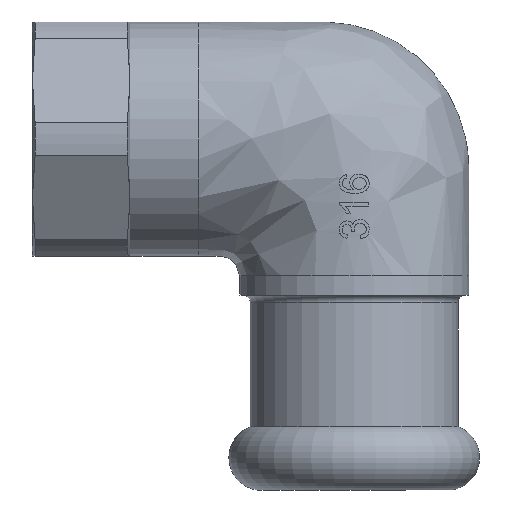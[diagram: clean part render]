
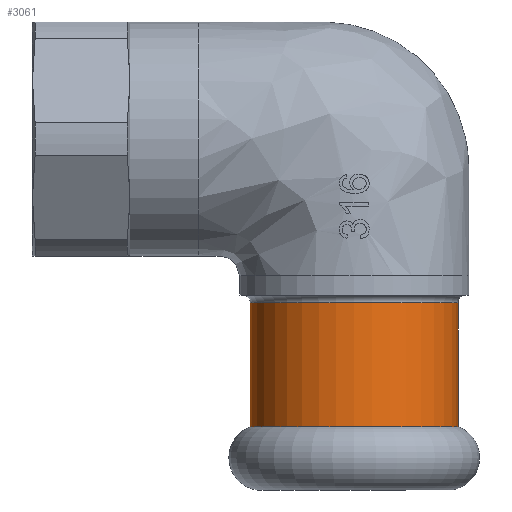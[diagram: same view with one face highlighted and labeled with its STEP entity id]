
A CAD part, left-side view. The second image highlights one B-rep face of the part: STEP entity #3061.
In plain terms, the highlighted cylindrical face has radius 10.65 mm (diameter 21.3 mm), a full revolution.
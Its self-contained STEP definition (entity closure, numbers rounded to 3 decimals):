
#568=LINE('',#8192,#704);
#704=VECTOR('',#3695,10.65);
#719=CYLINDRICAL_SURFACE('',#3242,10.65);
#885=FACE_OUTER_BOUND('',#1075,.T.);
#1075=EDGE_LOOP('',(#2798,#2799,#2800,#2801,#2802,#2803,#2804,#2805));
#1093=CIRCLE('',#3098,10.65);
#1094=CIRCLE('',#3099,10.65);
#1099=CIRCLE('',#3104,10.65);
#1148=CIRCLE('',#3233,10.65);
#1149=CIRCLE('',#3234,10.65);
#1153=CIRCLE('',#3238,10.65);
#1173=VERTEX_POINT('',#3765);
#1174=VERTEX_POINT('',#3766);
#1175=VERTEX_POINT('',#3768);
#1467=VERTEX_POINT('',#8175);
#1468=VERTEX_POINT('',#8176);
#1469=VERTEX_POINT('',#8178);
#1487=EDGE_CURVE('',#1173,#1174,#1093,.T.);
#1488=EDGE_CURVE('',#1175,#1173,#1094,.T.);
#1493=EDGE_CURVE('',#1174,#1175,#1099,.T.);
#1923=EDGE_CURVE('',#1467,#1468,#1148,.T.);
#1924=EDGE_CURVE('',#1468,#1469,#1149,.T.);
#1928=EDGE_CURVE('',#1469,#1467,#1153,.T.);
#1931=EDGE_CURVE('',#1468,#1174,#568,.T.);
#2798=ORIENTED_EDGE('',*,*,#1923,.F.);
#2799=ORIENTED_EDGE('',*,*,#1928,.F.);
#2800=ORIENTED_EDGE('',*,*,#1924,.F.);
#2801=ORIENTED_EDGE('',*,*,#1931,.T.);
#2802=ORIENTED_EDGE('',*,*,#1493,.T.);
#2803=ORIENTED_EDGE('',*,*,#1488,.T.);
#2804=ORIENTED_EDGE('',*,*,#1487,.T.);
#2805=ORIENTED_EDGE('',*,*,#1931,.F.);
#3061=ADVANCED_FACE('',(#885),#719,.T.);
#3098=AXIS2_PLACEMENT_3D('',#3767,#3277,#3278);
#3099=AXIS2_PLACEMENT_3D('',#3769,#3279,#3280);
#3104=AXIS2_PLACEMENT_3D('',#3777,#3289,#3290);
#3233=AXIS2_PLACEMENT_3D('',#8177,#3675,#3676);
#3234=AXIS2_PLACEMENT_3D('',#8179,#3677,#3678);
#3238=AXIS2_PLACEMENT_3D('',#8185,#3685,#3686);
#3242=AXIS2_PLACEMENT_3D('',#8191,#3693,#3694);
#3277=DIRECTION('center_axis',(0.,0.,1.));
#3278=DIRECTION('ref_axis',(0.,-1.,0.));
#3279=DIRECTION('center_axis',(0.,0.,1.));
#3280=DIRECTION('ref_axis',(0.,-1.,0.));
#3289=DIRECTION('center_axis',(0.,0.,1.));
#3290=DIRECTION('ref_axis',(0.,-1.,0.));
#3675=DIRECTION('center_axis',(0.,0.,1.));
#3676=DIRECTION('ref_axis',(0.,1.,0.));
#3677=DIRECTION('center_axis',(0.,0.,1.));
#3678=DIRECTION('ref_axis',(0.,1.,0.));
#3685=DIRECTION('center_axis',(0.,0.,1.));
#3686=DIRECTION('ref_axis',(0.,1.,0.));
#3693=DIRECTION('center_axis',(0.,0.,1.));
#3694=DIRECTION('ref_axis',(0.,-1.,0.));
#3695=DIRECTION('',(0.,0.,-1.));
#3765=CARTESIAN_POINT('',(0.,-10.65,-29.511));
#3766=CARTESIAN_POINT('',(0.,10.65,-29.511));
#3767=CARTESIAN_POINT('Origin',(0.,0.,-29.511));
#3768=CARTESIAN_POINT('',(-10.65,0.,-29.511));
#3769=CARTESIAN_POINT('Origin',(0.,0.,-29.511));
#3777=CARTESIAN_POINT('Origin',(0.,0.,-29.511));
#8175=CARTESIAN_POINT('',(0.,-10.65,-16.8));
#8176=CARTESIAN_POINT('',(0.,10.65,-16.8));
#8177=CARTESIAN_POINT('Origin',(0.,0.,-16.8));
#8178=CARTESIAN_POINT('',(-10.65,0.,-16.8));
#8179=CARTESIAN_POINT('Origin',(0.,0.,-16.8));
#8185=CARTESIAN_POINT('Origin',(0.,0.,-16.8));
#8191=CARTESIAN_POINT('Origin',(0.,0.,-22.756));
#8192=CARTESIAN_POINT('',(0.,10.65,-22.756));
